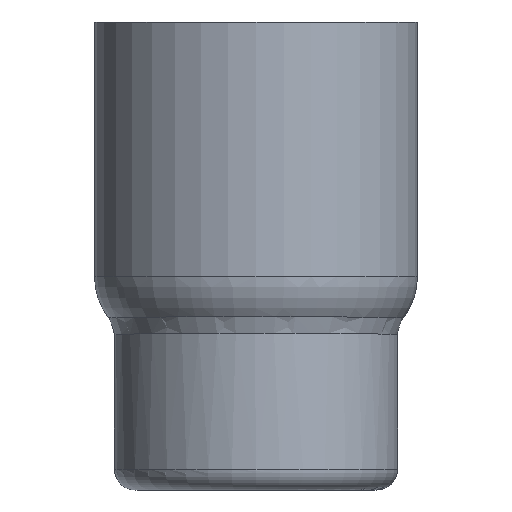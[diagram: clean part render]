
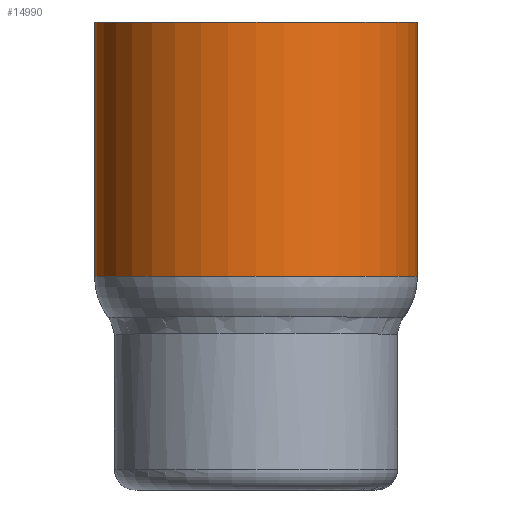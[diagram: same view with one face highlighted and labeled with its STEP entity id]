
A CAD part, left-side view. The second image highlights one B-rep face of the part: STEP entity #14990.
In plain terms, the highlighted cylindrical face has radius 35.306 mm (diameter 70.612 mm), a partial arc.
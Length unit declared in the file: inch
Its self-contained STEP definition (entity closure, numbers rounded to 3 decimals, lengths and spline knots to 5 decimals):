
#31=LINE('',#19887,#1523);
#32=LINE('',#19890,#1524);
#1523=VECTOR('',#16570,0.3937);
#1524=VECTOR('',#16573,0.3937);
#5242=FACE_OUTER_BOUND('',#6059,.T.);
#6059=EDGE_LOOP('',(#10730,#10731,#10732,#10733));
#6979=CIRCLE('',#15845,1.39);
#6980=CIRCLE('',#15847,1.39);
#7088=VERTEX_POINT('',#19547);
#7101=VERTEX_POINT('',#19880);
#7102=VERTEX_POINT('',#19886);
#7103=VERTEX_POINT('',#19888);
#8549=EDGE_CURVE('',#7101,#7088,#6979,.T.);
#8550=EDGE_CURVE('',#7102,#7101,#31,.T.);
#8551=EDGE_CURVE('',#7103,#7102,#6980,.T.);
#8552=EDGE_CURVE('',#7088,#7103,#32,.T.);
#10730=ORIENTED_EDGE('',*,*,#8549,.F.);
#10731=ORIENTED_EDGE('',*,*,#8550,.F.);
#10732=ORIENTED_EDGE('',*,*,#8551,.F.);
#10733=ORIENTED_EDGE('',*,*,#8552,.F.);
#14938=CYLINDRICAL_SURFACE('',#15846,1.39);
#14990=ADVANCED_FACE('',(#5242),#14938,.T.);
#15845=AXIS2_PLACEMENT_3D('',#19884,#16566,#16567);
#15846=AXIS2_PLACEMENT_3D('',#19885,#16568,#16569);
#15847=AXIS2_PLACEMENT_3D('',#19889,#16571,#16572);
#16566=DIRECTION('center_axis',(0.,0.,-1.));
#16567=DIRECTION('ref_axis',(-1.,0.,0.));
#16568=DIRECTION('center_axis',(0.,0.,1.));
#16569=DIRECTION('ref_axis',(0.,-1.,0.));
#16570=DIRECTION('',(0.,0.,-1.));
#16571=DIRECTION('center_axis',(0.,0.,1.));
#16572=DIRECTION('ref_axis',(0.,-1.,0.));
#16573=DIRECTION('',(0.,0.,1.));
#19547=CARTESIAN_POINT('',(-2.55,1.39,-0.8));
#19880=CARTESIAN_POINT('',(-2.55,-1.39,-0.8));
#19884=CARTESIAN_POINT('Origin',(-2.55,0.,-0.8));
#19885=CARTESIAN_POINT('Origin',(-2.55,0.,0.));
#19886=CARTESIAN_POINT('',(-2.55,-1.39,1.39));
#19887=CARTESIAN_POINT('',(-2.55,-1.39,0.));
#19888=CARTESIAN_POINT('',(-2.55,1.39,1.39));
#19889=CARTESIAN_POINT('Origin',(-2.55,0.,1.39));
#19890=CARTESIAN_POINT('',(-2.55,1.39,0.));
